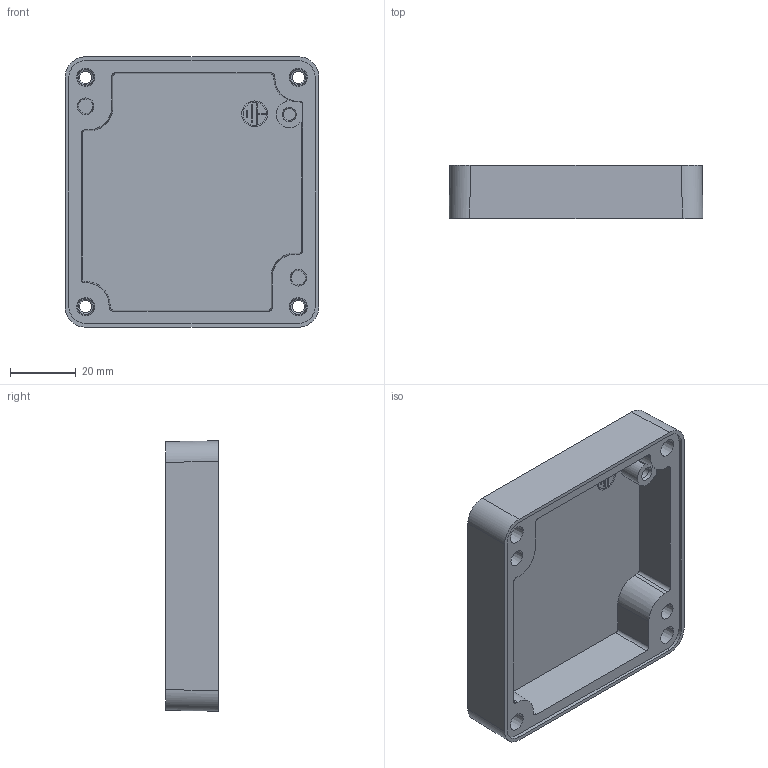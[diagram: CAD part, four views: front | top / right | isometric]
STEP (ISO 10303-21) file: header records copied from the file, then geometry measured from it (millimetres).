
FILE_DESCRIPTION((''),'2;1');
FILE_NAME('080802-28704A1','2009-10-26T',('fxhongdongluo'),(''),'PRO/ENGINEER BY PARAMETRIC TECHNOLOGY CORPORATION, 2007160','PRO/ENGINEER BY PARAMETRIC TECHNOLOGY CORPORATION, 2007160','');
FILE_SCHEMA(('CONFIG_CONTROL_DESIGN'));
Length unit declared in the file: millimetre
Products named in the file (1): 080802-28704A1
Bounding box: 77 x 16 x 82 mm (x, y, z)
Volume: 34787.6 mm3; surface area: 22474.6 mm2
Topology: 1 solids, 1 shells, 156 faces, 370 edges, 234 vertices
Faces by surface type: plane 52, cone 50, torus 24, cylinder 18, bspline 12
Entity records: 5428 total; most frequent: CARTESIAN_POINT 1734, DIRECTION 780, ORIENTED_EDGE 740, EDGE_CURVE 370, AXIS2_PLACEMENT_3D 302, VERTEX_POINT 234, EDGE_LOOP 182, VECTOR 176
